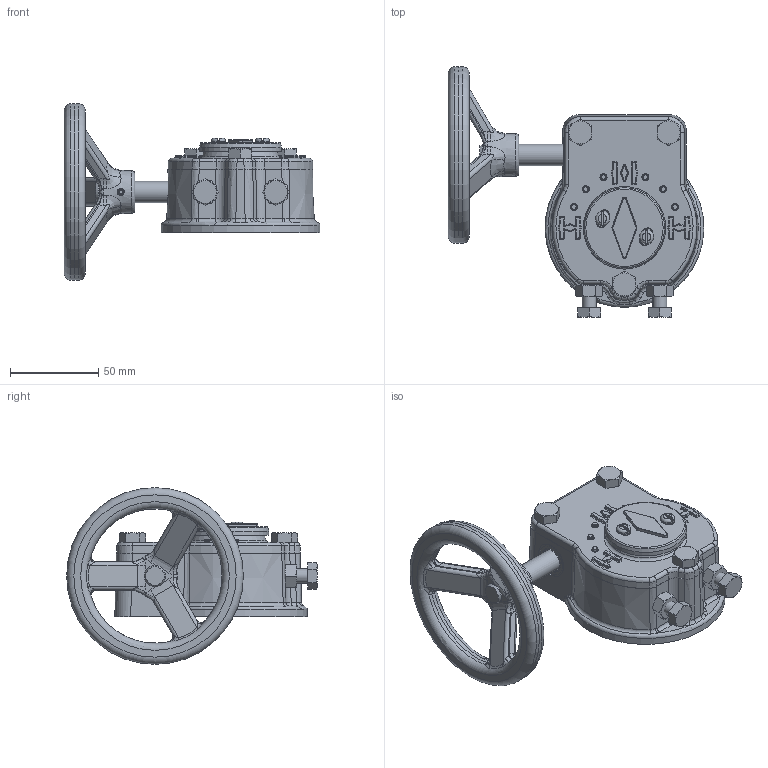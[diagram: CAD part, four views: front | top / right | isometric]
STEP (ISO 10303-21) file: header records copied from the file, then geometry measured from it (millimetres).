
FILE_DESCRIPTION(/* description */ ('Unknown'),/* implementation_level */ '2;1');
FILE_NAME(/* name */ 'QTW150',/* time_stamp */ '2017-10-11T09:12:56+01:00',/* author */ ('Unknown'),/* organization */ ('Unknown'),/* preprocessor_version */ 'ST-DEVELOPER v16.7',/* originating_system */ 'DEX',/* authorisation */ $);
FILE_SCHEMA (('AUTOMOTIVE_DESIGN { 1 0 10303 214 3 1 1 }','AUTOMOTIVE_DESIGN {1 0 10303 214 3 1 1}'));
Length unit declared in the file: millimetre
Products named in the file (1): QTW150
Bounding box: 144.7 x 141.88 x 100 mm (x, y, z)
Surface area: 65190.9 mm2 (no closed solid volume)
Topology: 0 solids, 26 shells, 734 faces, 1935 edges, 1178 vertices
Faces by surface type: plane 221, bspline 186, cylinder 153, cone 127, torus 39, sphere 8
Full cylindrical faces by diameter (mm): 4 x3, 6.647 x4, 8 x4, 12 x3, 13.533 x1, 20 x1, 36 x1
Entity records: 24982 total; most frequent: CARTESIAN_POINT 8295, ORIENTED_EDGE 3267, DIRECTION 2981, EDGE_CURVE 1832, AXIS2_PLACEMENT_3D 1227, VERTEX_POINT 1152, FACE_BOUND 851, EDGE_LOOP 847
